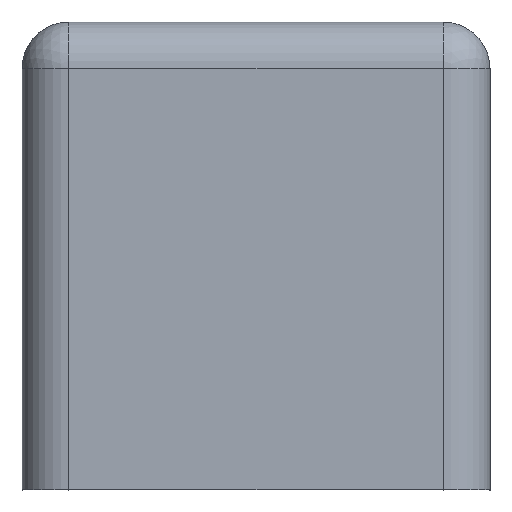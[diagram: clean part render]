
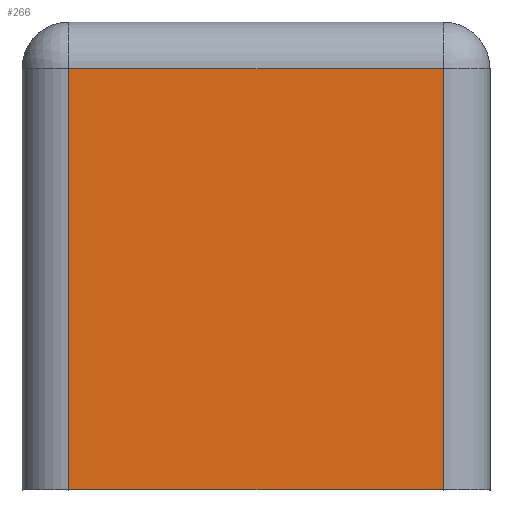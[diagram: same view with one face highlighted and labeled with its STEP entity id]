
A CAD part, left-side view. The second image highlights one B-rep face of the part: STEP entity #266.
In plain terms, the highlighted planar face has unit normal (-1, 0, 0).
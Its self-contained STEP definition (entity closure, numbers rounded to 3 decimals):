
#16=PLANE('',#314);
#26=LINE('',#448,#46);
#29=LINE('',#463,#49);
#32=LINE('',#467,#52);
#38=LINE('',#477,#58);
#46=VECTOR('',#362,10.);
#49=VECTOR('',#379,10.);
#52=VECTOR('',#384,10.);
#58=VECTOR('',#398,10.);
#82=FACE_OUTER_BOUND('',#100,.T.);
#100=EDGE_LOOP('',(#225,#226,#227,#228));
#131=VERTEX_POINT('',#437);
#134=VERTEX_POINT('',#444);
#138=VERTEX_POINT('',#456);
#140=VERTEX_POINT('',#461);
#158=EDGE_CURVE('',#131,#134,#26,.T.);
#165=EDGE_CURVE('',#140,#138,#29,.T.);
#168=EDGE_CURVE('',#138,#131,#32,.T.);
#174=EDGE_CURVE('',#140,#134,#38,.T.);
#225=ORIENTED_EDGE('',*,*,#158,.F.);
#226=ORIENTED_EDGE('',*,*,#168,.F.);
#227=ORIENTED_EDGE('',*,*,#165,.F.);
#228=ORIENTED_EDGE('',*,*,#174,.T.);
#266=ADVANCED_FACE('',(#82),#16,.T.);
#314=AXIS2_PLACEMENT_3D('',#476,#396,#397);
#362=DIRECTION('',(0.,0.,-1.));
#379=DIRECTION('',(0.,0.,1.));
#384=DIRECTION('',(0.,-1.,0.));
#396=DIRECTION('center_axis',(-1.,0.,0.));
#397=DIRECTION('ref_axis',(0.,-1.,0.));
#398=DIRECTION('',(0.,-1.,0.));
#437=CARTESIAN_POINT('',(0.,1.,9.));
#444=CARTESIAN_POINT('',(0.,1.,0.));
#448=CARTESIAN_POINT('',(0.,1.,0.));
#456=CARTESIAN_POINT('',(0.,9.,9.));
#461=CARTESIAN_POINT('',(0.,9.,0.));
#463=CARTESIAN_POINT('',(0.,9.,0.));
#467=CARTESIAN_POINT('',(0.,7.5,9.));
#476=CARTESIAN_POINT('Origin',(0.,10.,0.));
#477=CARTESIAN_POINT('',(0.,10.,0.));
